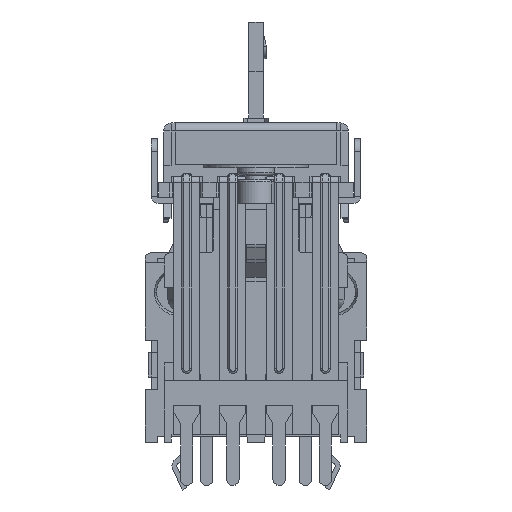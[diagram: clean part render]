
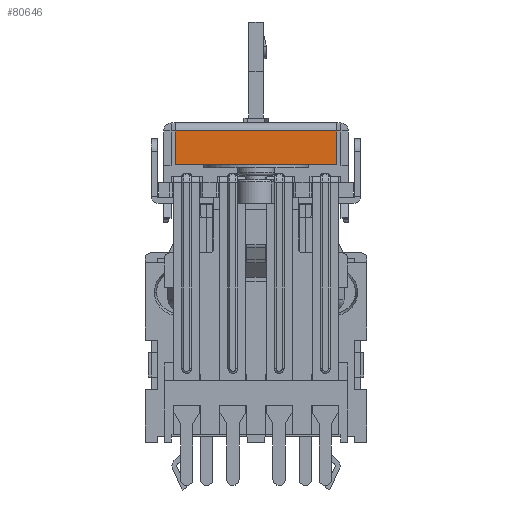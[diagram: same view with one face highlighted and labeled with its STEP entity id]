
A CAD part, left-side view. The second image highlights one B-rep face of the part: STEP entity #80646.
In plain terms, the highlighted face is planar.
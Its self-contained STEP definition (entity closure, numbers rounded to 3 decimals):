
#13056 = EDGE_LOOP ( 'NONE', ( #19425, #19420, #19419, #19410 ) ) ;
#15622 = LINE ( 'NONE', #57015, #15633 ) ;
#15629 = LINE ( 'NONE', #57028, #15631 ) ;
#15631 = VECTOR ( 'NONE', #57030, 1000. ) ;
#15633 = VECTOR ( 'NONE', #57031, 1000. ) ;
#15689 = LINE ( 'NONE', #57077, #15691 ) ;
#15691 = VECTOR ( 'NONE', #57086, 1000. ) ;
#16494 = LINE ( 'NONE', #57711, #16546 ) ;
#16546 = VECTOR ( 'NONE', #57716, 1000. ) ;
#19410 = ORIENTED_EDGE ( 'NONE', *, *, #77832, .T. ) ;
#19419 = ORIENTED_EDGE ( 'NONE', *, *, #77344, .T. ) ;
#19420 = ORIENTED_EDGE ( 'NONE', *, *, #77345, .T. ) ;
#19425 = ORIENTED_EDGE ( 'NONE', *, *, #77403, .F. ) ;
#26858 = CARTESIAN_POINT ( 'NONE',  ( 74., -0.6, -6.55 ) ) ;
#26861 = PLANE ( 'NONE',  #63788 ) ;
#26873 = DIRECTION ( 'NONE',  ( -1., 0., 0. ) ) ;
#26874 = DIRECTION ( 'NONE',  ( 0., -1., 0. ) ) ;
#49999 = FACE_OUTER_BOUND ( 'NONE', #13056, .T. ) ;
#54232 = CARTESIAN_POINT ( 'NONE',  ( 74., -0.65, 6.55 ) ) ;
#57015 = CARTESIAN_POINT ( 'NONE',  ( 74., -3.4, 6.55 ) ) ;
#57028 = CARTESIAN_POINT ( 'NONE',  ( 74., -3.4, -6.55 ) ) ;
#57030 = DIRECTION ( 'NONE',  ( 0., 0., -1. ) ) ;
#57031 = DIRECTION ( 'NONE',  ( 0., -1., 0. ) ) ;
#57077 = CARTESIAN_POINT ( 'NONE',  ( 74., -0.65, -6.55 ) ) ;
#57086 = DIRECTION ( 'NONE',  ( 0., 0., -1. ) ) ;
#57711 = CARTESIAN_POINT ( 'NONE',  ( 74., -0.6, -6.55 ) ) ;
#57716 = DIRECTION ( 'NONE',  ( 0., 1., 0. ) ) ;
#63788 = AXIS2_PLACEMENT_3D ( 'NONE', #26858, #26873, #26874 ) ;
#64485 = CARTESIAN_POINT ( 'NONE',  ( 74., -0.65, -6.55 ) ) ;
#64540 = CARTESIAN_POINT ( 'NONE',  ( 74., -3.4, 6.55 ) ) ;
#64651 = CARTESIAN_POINT ( 'NONE',  ( 74., -3.4, -6.55 ) ) ;
#77344 = EDGE_CURVE ( 'NONE', #78477, #78559, #15629, .T. ) ;
#77345 = EDGE_CURVE ( 'NONE', #83983, #78477, #15622, .T. ) ;
#77403 = EDGE_CURVE ( 'NONE', #83983, #78422, #15689, .T. ) ;
#77832 = EDGE_CURVE ( 'NONE', #78559, #78422, #16494, .T. ) ;
#78422 = VERTEX_POINT ( 'NONE', #64485 ) ;
#78477 = VERTEX_POINT ( 'NONE', #64540 ) ;
#78559 = VERTEX_POINT ( 'NONE', #64651 ) ;
#80646 = ADVANCED_FACE ( 'NONE', ( #49999 ), #26861, .F. ) ;
#83983 = VERTEX_POINT ( 'NONE', #54232 ) ;
